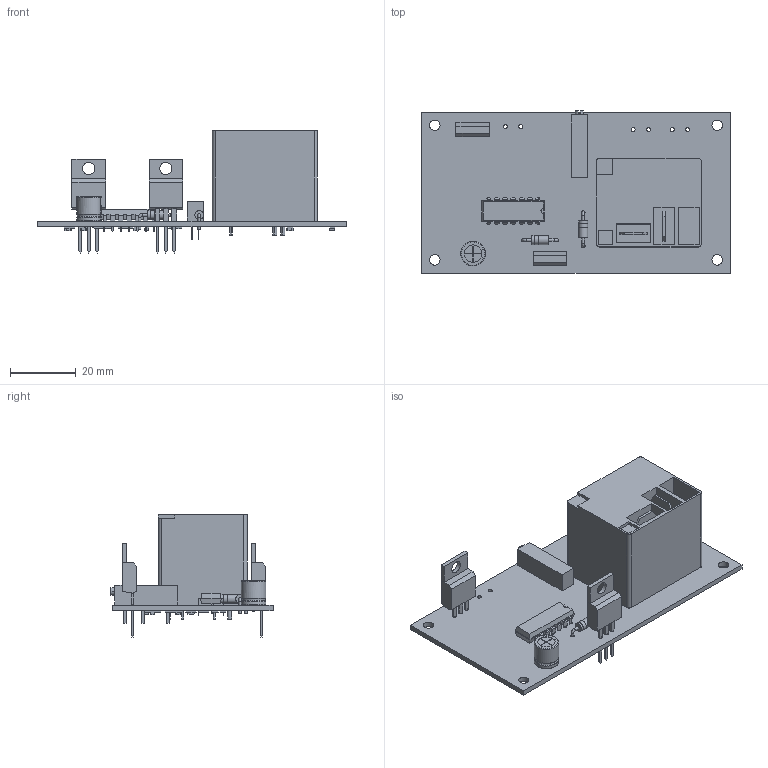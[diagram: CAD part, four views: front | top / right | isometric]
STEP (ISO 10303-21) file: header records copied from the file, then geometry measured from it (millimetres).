
FILE_DESCRIPTION(('KiCad electronic assembly'),'2;1');
FILE_NAME('RX7_COOLANT_TEMP_CONTROLLER.step','2022-07-23T21:45:14',( 'An Author'),('A Company'),'Open CASCADE STEP processor 7.5', 'KiCad to STEP converter','Unknown');
FILE_SCHEMA(('AUTOMOTIVE_DESIGN { 1 0 10303 214 1 1 1 1 }'));
Length unit declared in the file: millimetre
Products named in the file (20): Open CASCADE STEP translator 7.5 1; R_1206_3216Metric; SOLID; RELAY_3D_001; COMPOUND; CP_Radial_D7.5mm_P2.50mm; POTENTIOMETER_3D_001; D_DO-41_SOD81_P10.16mm_Horizontal; TO-220-3_Vertical; DIP-14_W7.62mm; LED_1206_3216Metric; C_0805_2012Metric
Assembly tree (36 placements, depth 3):
  Open CASCADE STEP translator 7.5 1
    R_1206_3216Metric  x12
      SOLID
    RELAY_3D_001
      COMPOUND
    CP_Radial_D7.5mm_P2.50mm
      SOLID
    POTENTIOMETER_3D_001
      COMPOUND
    D_DO-41_SOD81_P10.16mm_Horizontal  x2
      SOLID
    TO-220-3_Vertical  x2
      SOLID
    DIP-14_W7.62mm
      SOLID
    LED_1206_3216Metric
      SOLID
    C_0805_2012Metric  x5
      SOLID
    COMPOUND
Bounding box: 94 x 49.35 x 37.25 mm (x, y, z)
Volume: 31584.6 mm3; surface area: 19165.9 mm2
Topology: 37 solids, 38 shells, 1070 faces, 2762 edges, 1794 vertices
Faces by surface type: plane 751, cylinder 279, bspline 30, torus 6, revolution 4
Full cylindrical faces by diameter (mm): 0.5 x2, 0.8 x24, 1 x2, 1.1 x10, 1.2 x9, 1.5 x2, 2.7 x4, 2.72 x2, 3.2 x4, 3.735 x2
Entity records: 44396 total; most frequent: CARTESIAN_POINT 8695, DIRECTION 6027, LINE 3993, VECTOR 3993, ORIENTED_EDGE 3130, PCURVE 3130, DEFINITIONAL_REPRESENTATION 3130, EDGE_CURVE 1565
